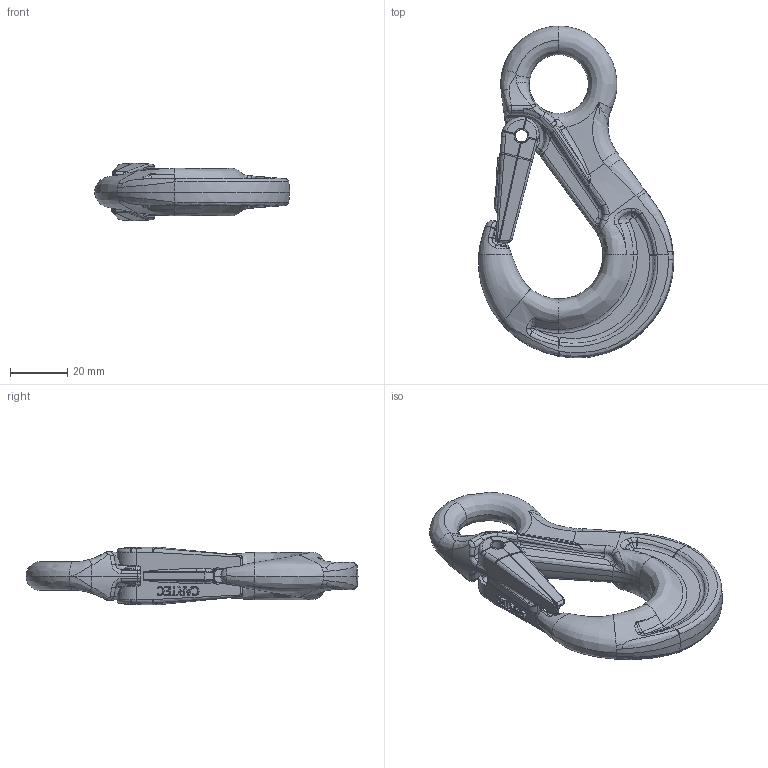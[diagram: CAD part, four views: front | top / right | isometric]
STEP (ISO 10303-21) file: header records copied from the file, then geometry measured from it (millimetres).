
FILE_DESCRIPTION(('STEP AP214'),'1');
FILE_NAME('ca_06.stp','2018-01-22T15:00:28',('TraceParts'),('TraceParts S.A.'),'Spatial InterOp 3D',' ',' ');
FILE_SCHEMA(('automotive_design'));
Length unit declared in the file: millimetre
Products named in the file (3): ca_06_1; ca_06_2; ca_06_3
Bounding box: 67.97 x 115.62 x 20.18 mm (x, y, z)
Volume: 39253 mm3; surface area: 15040.6 mm2
Topology: 3 solids, 3 shells, 725 faces, 1880 edges, 1126 vertices
Faces by surface type: bspline 405, cylinder 155, plane 129, torus 16, sphere 10, cone 10
Entity records: 42311 total; most frequent: CARTESIAN_POINT 21288, ORIENTED_EDGE 3686, DIRECTION 2487, EDGE_CURVE 1843, VERTEX_POINT 1126, AXIS2_PLACEMENT_3D 987, EDGE_LOOP 737, STYLED_ITEM 728
